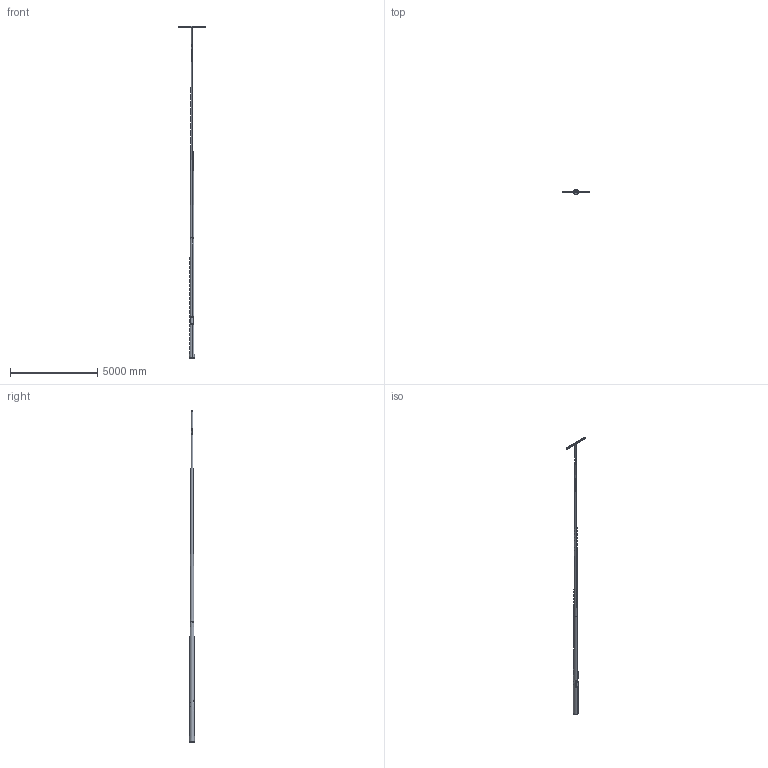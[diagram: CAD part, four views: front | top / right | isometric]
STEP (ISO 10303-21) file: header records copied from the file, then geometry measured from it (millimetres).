
FILE_DESCRIPTION (( 'STEP AP214' ), '1' );
FILE_NAME ('101070KGXS KH18TO15-89 4608038 KARTIOPYLVÄS ORRELLA_3D.step', '2022-07-21T12:08:04', ( '' ), ( '' ), 'SwSTEP 2.0', 'SolidWorks 2021', '' );
FILE_SCHEMA (( 'AUTOMOTIVE_DESIGN' ));
Length unit declared in the file: millimetre
Products named in the file (18): 222-LATVAINEN KARTIOAIHIO_222-293-4-6900; KARTIORUNKO_KH18; PIDÄTINRUUVI DIN 914 - M10_DIN 914 - M10 x 20-N; TYVIRENGAS_TYVIRENGAS D293; 222-LATVAISET KARTIOAIHIOT_222-293-4-6900; ORREN AIHIO_ORREN AIHIO UNP-80X1500; PUOLIKAS TYVIRENGAS D293_C 1; socket head cap screw_din_DIN 912 M6 x 16 --- 16N; PIDÄTINRUUVI DIN 914 - M10_DIN 914 - M10 x 16-N; KARTIO-ORSI_TO15-89-1000; KARTIOAIHIO_89-222-4-11100-0KL; ORREN LATTA_LATTA 5X50X180; 101070KGXS KH18TO15-89 4608038 KARTIOPYLVÄS ORRELLA_3D; KARTIOSOVITE_D89-D70X1000; VARREN NEOPREN-TIIVISTE_D76X4; KYTKENTÄAUKON LATTARAUTA_LATTA 4X20X200; LATTA 5X16X460 KYTKENTÄAUKON VAHVIKE_C 1; KYTKENTÄAUKON LUUKKU_222-293-4-6900
Assembly tree (27 placements, depth 4):
  101070KGXS KH18TO15-89 4608038 KARTIOPYLVÄS ORRELLA_3D
    KARTIORUNKO_KH18
      KARTIOAIHIO_89-222-4-11100-0KL
      222-LATVAINEN KARTIOAIHIO_222-293-4-6900
        222-LATVAISET KARTIOAIHIOT_222-293-4-6900
        KYTKENTÄAUKON LUUKKU_222-293-4-6900
        socket head cap screw_din_DIN 912 M6 x 16 --- 16N  x4
        KYTKENTÄAUKON LATTARAUTA_LATTA 4X20X200  x2
        LATTA 5X16X460 KYTKENTÄAUKON VAHVIKE_C 1  x2
        TYVIRENGAS_TYVIRENGAS D293
      PIDÄTINRUUVI DIN 914 - M10_DIN 914 - M10 x 16-N  x5
      PIDÄTINRUUVI DIN 914 - M10_DIN 914 - M10 x 20-N
      PUOLIKAS TYVIRENGAS D293_C 1  x2
    KARTIO-ORSI_TO15-89-1000
      KARTIOSOVITE_D89-D70X1000
      ORREN AIHIO_ORREN AIHIO UNP-80X1500
      VARREN NEOPREN-TIIVISTE_D76X4
      ORREN LATTA_LATTA 5X50X180
Bounding box: 1500 x 293 x 19080 mm (x, y, z)
Volume: 46036370.2 mm3; surface area: 22904496.3 mm2
Topology: 25 solids, 25 shells, 399 faces, 963 edges, 598 vertices
Faces by surface type: plane 183, cylinder 97, cone 81, torus 26, bspline 12
Entity records: 10728 total; most frequent: CARTESIAN_POINT 4060, ORIENTED_EDGE 1222, DIRECTION 1154, EDGE_CURVE 611, AXIS2_PLACEMENT_3D 430, VERTEX_POINT 387, VECTOR 294, LINE 294
